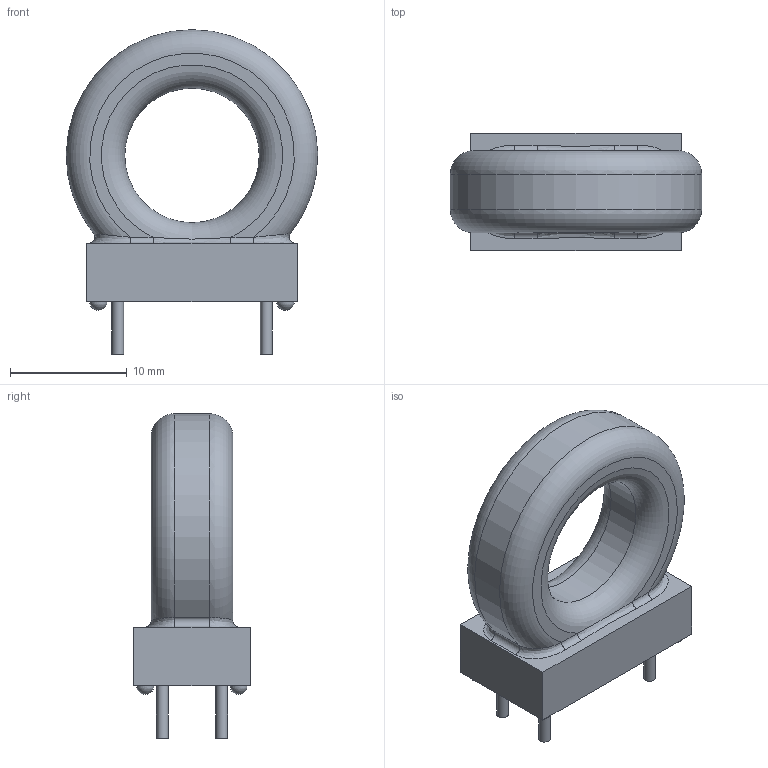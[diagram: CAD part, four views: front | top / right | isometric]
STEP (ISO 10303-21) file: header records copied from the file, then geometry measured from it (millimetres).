
FILE_DESCRIPTION(/* description */ (''),/* implementation_level */ '2;1');
FILE_NAME(/* name */ 'MURATA_3200.step',/* time_stamp */ '2020-09-02T23:28:28+02:00',/* author */ (''),/* organization */ (''),/* preprocessor_version */ 'ST-DEVELOPER v18.1',/* originating_system */ 'Autodesk Translation Framework v9.3.0.1241',/* authorisation */ '');
FILE_SCHEMA (('AUTOMOTIVE_DESIGN { 1 0 10303 214 3 1 1 }'));
Length unit declared in the file: millimetre
Products named in the file (1): MURATA_3200
Bounding box: 21.5 x 10 x 27.75 mm (x, y, z)
Volume: 2343.9 mm3; surface area: 1489.9 mm2
Topology: 1 solids, 1 shells, 38 faces, 87 edges, 54 vertices
Faces by surface type: cylinder 12, plane 12, bspline 6, torus 4, sphere 4
Full cylindrical faces by diameter (mm): 1 x4, 11.5 x1
Entity records: 1356 total; most frequent: CARTESIAN_POINT 453, DIRECTION 177, ORIENTED_EDGE 166, EDGE_CURVE 83, AXIS2_PLACEMENT_3D 74, VERTEX_POINT 54, EDGE_LOOP 47, CIRCLE 41
